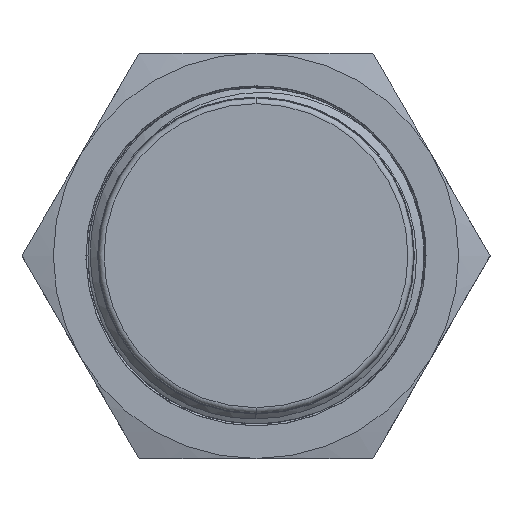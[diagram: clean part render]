
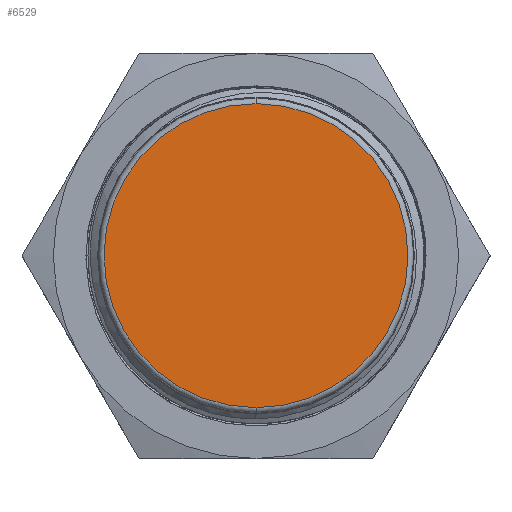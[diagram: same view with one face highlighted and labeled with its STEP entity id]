
A CAD part, top view. The second image highlights one B-rep face of the part: STEP entity #6529.
In plain terms, the highlighted face is planar.
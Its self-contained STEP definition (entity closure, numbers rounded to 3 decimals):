
#2464=CARTESIAN_POINT('',(0.,0.,0.));
#2465=DIRECTION('',(1.,0.,0.));
#2466=DIRECTION('',(0.,-1.,0.));
#2467=AXIS2_PLACEMENT_3D('',#2464,#2465,#2466);
#2469=CARTESIAN_POINT('',(0.,0.,0.));
#2470=DIRECTION('',(1.,0.,0.));
#2471=DIRECTION('',(0.,-1.,-0.01));
#2472=AXIS2_PLACEMENT_3D('',#2469,#2470,#2471);
#2474=CARTESIAN_POINT('',(0.,0.,0.));
#2475=DIRECTION('',(1.,0.,0.));
#2476=DIRECTION('',(0.,1.,0.));
#2477=AXIS2_PLACEMENT_3D('',#2474,#2475,#2476);
#2479=CARTESIAN_POINT('',(0.,0.,0.));
#2480=DIRECTION('',(1.,0.,0.));
#2481=DIRECTION('',(0.,1.,0.01));
#2482=AXIS2_PLACEMENT_3D('',#2479,#2480,#2481);
#5136=CARTESIAN_POINT('',(0.,13.499,0.134));
#5137=CARTESIAN_POINT('',(0.,-13.5,0.));
#5138=VERTEX_POINT('',#5136);
#5139=VERTEX_POINT('',#5137);
#5140=CARTESIAN_POINT('',(0.,13.5,0.));
#5141=VERTEX_POINT('',#5140);
#5142=CARTESIAN_POINT('',(0.,-13.499,-0.134));
#5143=VERTEX_POINT('',#5142);
#6516=CARTESIAN_POINT('',(0.,0.,0.));
#6517=DIRECTION('',(-1.,0.,0.));
#6518=DIRECTION('',(0.,1.,0.));
#6519=AXIS2_PLACEMENT_3D('',#6516,#6517,#6518);
#6520=PLANE('',#6519);
#6521=ORIENTED_EDGE('',*,*,#6505,.T.);
#6522=ORIENTED_EDGE('',*,*,#6503,.T.);
#6524=ORIENTED_EDGE('',*,*,#6523,.T.);
#6526=ORIENTED_EDGE('',*,*,#6525,.T.);
#6527=EDGE_LOOP('',(#6521,#6522,#6524,#6526));
#6528=FACE_OUTER_BOUND('',#6527,.F.);
#6529=ADVANCED_FACE('',(#6528),#6520,.T.);
#2468=CIRCLE('',#2467,13.5);
#2473=CIRCLE('',#2472,13.5);
#2478=CIRCLE('',#2477,13.5);
#2483=CIRCLE('',#2482,13.5);
#6503=EDGE_CURVE('',#5143,#5141,#2473,.T.);
#6505=EDGE_CURVE('',#5139,#5143,#2468,.T.);
#6523=EDGE_CURVE('',#5141,#5138,#2478,.T.);
#6525=EDGE_CURVE('',#5138,#5139,#2483,.T.);
